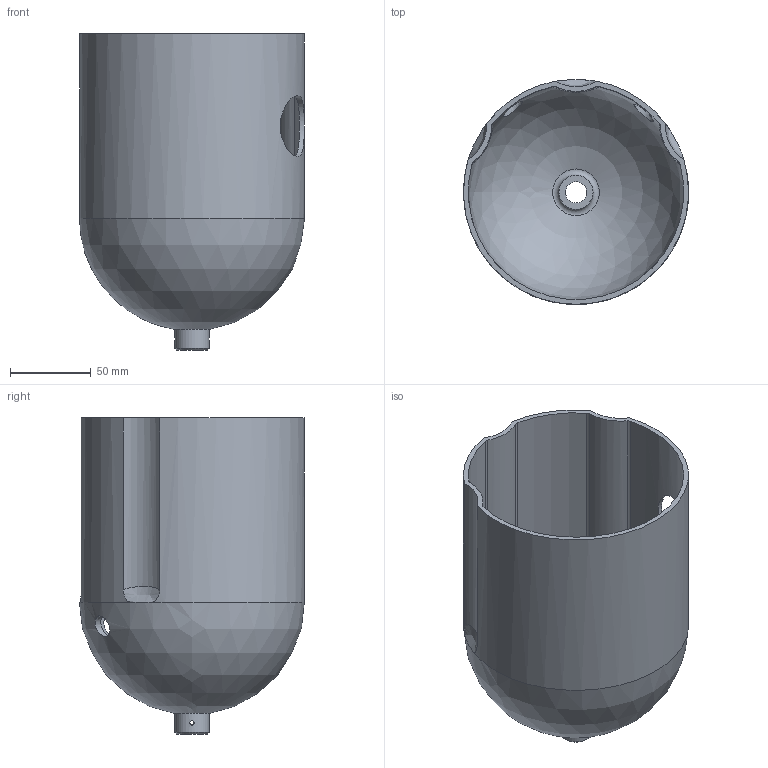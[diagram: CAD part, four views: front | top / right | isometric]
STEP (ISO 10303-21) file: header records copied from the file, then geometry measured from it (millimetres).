
FILE_DESCRIPTION(/* description */ (''),/* implementation_level */ '2;1');
FILE_NAME(/* name */ 'MEndTurned4.stp',/* time_stamp */ '2022-09-22T11:30:30-07:00',/* author */ ('Val'),/* organization */ (''),/* preprocessor_version */ 'ST-DEVELOPER v18.1',/* originating_system */ 'Autodesk Inventor 2020',/* authorisation */ '');
FILE_SCHEMA (('AUTOMOTIVE_DESIGN { 1 0 10303 214 3 1 1 }'));
Length unit declared in the file: inch
Products named in the file (1): MEndTurned4
Bounding box: 139.68 x 139.65 x 196.15 mm (x, y, z)
Volume: 243368.9 mm3; surface area: 159956.6 mm2
Topology: 1 solids, 1 shells, 39 faces, 114 edges, 76 vertices
Faces by surface type: cylinder 24, bspline 8, plane 3, sphere 2, torus 1, cone 1
Full cylindrical faces by diameter (mm): 2.7 x2, 13.2 x1, 21.2 x2, 38.1 x1
Entity records: 2388 total; most frequent: CARTESIAN_POINT 1339, ORIENTED_EDGE 228, DIRECTION 187, EDGE_CURVE 114, AXIS2_PLACEMENT_3D 80, VERTEX_POINT 76, EDGE_LOOP 50, CIRCLE 48
